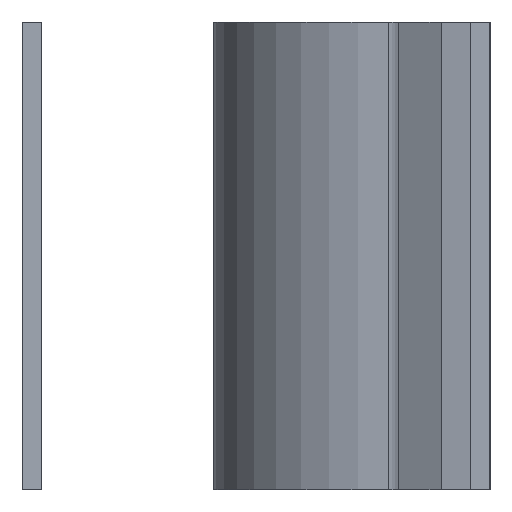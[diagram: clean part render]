
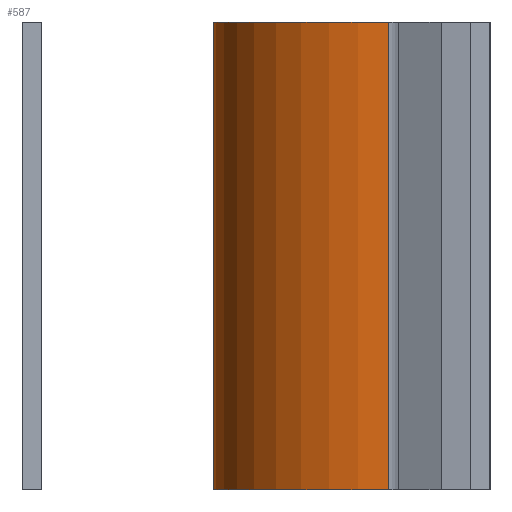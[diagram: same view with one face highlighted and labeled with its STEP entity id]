
A CAD part, left-side view. The second image highlights one B-rep face of the part: STEP entity #587.
In plain terms, the highlighted cylindrical face has radius 4.5 mm (diameter 9 mm), a partial arc.
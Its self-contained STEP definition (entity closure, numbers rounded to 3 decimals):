
#30 = DIRECTION ( 'NONE',  ( -1., 0., 0. ) ) ;
#41 = CIRCLE ( 'NONE', #429, 4.5 ) ;
#73 = DIRECTION ( 'NONE',  ( 1., 0., 0. ) ) ;
#109 = DIRECTION ( 'NONE',  ( 0., 0., -1. ) ) ;
#178 = LINE ( 'NONE', #576, #217 ) ;
#198 = EDGE_CURVE ( 'NONE', #564, #794, #533, .T. ) ;
#201 = CARTESIAN_POINT ( 'NONE',  ( -8., 2.6, 6. ) ) ;
#205 = DIRECTION ( 'NONE',  ( 0., 0., -1. ) ) ;
#217 = VECTOR ( 'NONE', #563, 1000. ) ;
#223 = DIRECTION ( 'NONE',  ( 0., 0., 1. ) ) ;
#255 = FACE_OUTER_BOUND ( 'NONE', #299, .T. ) ;
#264 = EDGE_CURVE ( 'NONE', #794, #367, #41, .T. ) ;
#299 = EDGE_LOOP ( 'NONE', ( #741, #808, #455, #850 ) ) ;
#314 = CARTESIAN_POINT ( 'NONE',  ( -17., 2.6, 6. ) ) ;
#329 = AXIS2_PLACEMENT_3D ( 'NONE', #791, #109, #30 ) ;
#347 = CARTESIAN_POINT ( 'NONE',  ( -8., 2.6, -6. ) ) ;
#351 = CARTESIAN_POINT ( 'NONE',  ( -8., 2.6, 6. ) ) ;
#367 = VERTEX_POINT ( 'NONE', #938 ) ;
#429 = AXIS2_PLACEMENT_3D ( 'NONE', #740, #223, #815 ) ;
#439 = VERTEX_POINT ( 'NONE', #314 ) ;
#455 = ORIENTED_EDGE ( 'NONE', *, *, #693, .F. ) ;
#489 = CYLINDRICAL_SURFACE ( 'NONE', #329, 4.5 ) ;
#492 = VECTOR ( 'NONE', #205, 1000. ) ;
#533 = LINE ( 'NONE', #201, #492 ) ;
#557 = AXIS2_PLACEMENT_3D ( 'NONE', #760, #753, #73 ) ;
#563 = DIRECTION ( 'NONE',  ( 0., 0., -1. ) ) ;
#564 = VERTEX_POINT ( 'NONE', #351 ) ;
#576 = CARTESIAN_POINT ( 'NONE',  ( -17., 2.6, 6. ) ) ;
#587 = ADVANCED_FACE ( 'NONE', ( #255 ), #489, .T. ) ;
#693 = EDGE_CURVE ( 'NONE', #564, #439, #943, .T. ) ;
#740 = CARTESIAN_POINT ( 'NONE',  ( -12.5, 2.6, -6. ) ) ;
#741 = ORIENTED_EDGE ( 'NONE', *, *, #264, .T. ) ;
#753 = DIRECTION ( 'NONE',  ( 0., 0., 1. ) ) ;
#760 = CARTESIAN_POINT ( 'NONE',  ( -12.5, 2.6, 6. ) ) ;
#791 = CARTESIAN_POINT ( 'NONE',  ( -12.5, 2.6, 6. ) ) ;
#794 = VERTEX_POINT ( 'NONE', #347 ) ;
#808 = ORIENTED_EDGE ( 'NONE', *, *, #818, .F. ) ;
#815 = DIRECTION ( 'NONE',  ( 1., 0., 0. ) ) ;
#818 = EDGE_CURVE ( 'NONE', #439, #367, #178, .T. ) ;
#850 = ORIENTED_EDGE ( 'NONE', *, *, #198, .T. ) ;
#938 = CARTESIAN_POINT ( 'NONE',  ( -17., 2.6, -6. ) ) ;
#943 = CIRCLE ( 'NONE', #557, 4.5 ) ;
